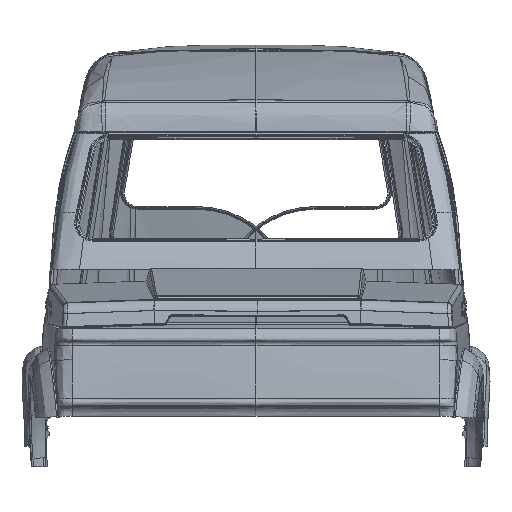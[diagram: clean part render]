
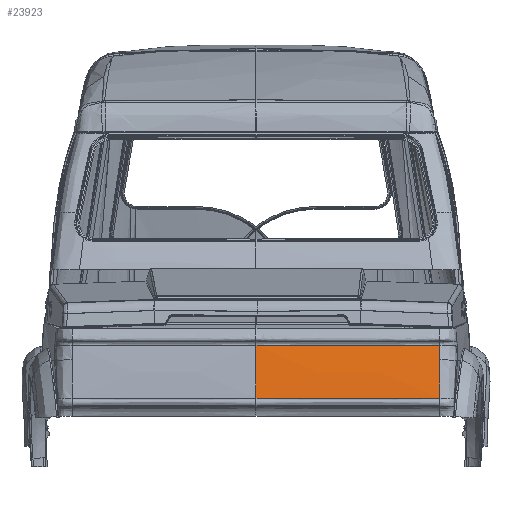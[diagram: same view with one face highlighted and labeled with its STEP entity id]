
A CAD part, top view. The second image highlights one B-rep face of the part: STEP entity #23923.
In plain terms, the highlighted free-form (B-spline) face has degree [2, 3] with [3, 4] control points.
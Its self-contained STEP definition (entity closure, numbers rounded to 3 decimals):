
#23883 = VERTEX_POINT('',#23884);
#23884 = CARTESIAN_POINT('',(423.984,-481.971,
    641.652));
#23891 = EDGE_CURVE('',#23892,#23883,#23894,.T.);
#23892 = VERTEX_POINT('',#23893);
#23893 = CARTESIAN_POINT('',(-75.673,-481.971,
    650.768));
#23894 = B_SPLINE_CURVE_WITH_KNOTS('',3,(#23895,#23896,#23897,#23898),
  .UNSPECIFIED.,.F.,.F.,(4,4),(0.,1.),.PIECEWISE_BEZIER_KNOTS.);
#23895 = CARTESIAN_POINT('',(-75.673,-481.971,
    650.768));
#23896 = CARTESIAN_POINT('',(90.908,-481.971,
    649.322));
#23897 = CARTESIAN_POINT('',(257.461,-481.971,
    646.284));
#23898 = CARTESIAN_POINT('',(423.984,-481.971,
    641.652));
#23923 = ADVANCED_FACE('',(#23924),#23950,.T.);
#23924 = FACE_BOUND('',#23925,.T.);
#23925 = EDGE_LOOP('',(#23926,#23927,#23935,#23944));
#23926 = ORIENTED_EDGE('',*,*,#23891,.T.);
#23927 = ORIENTED_EDGE('',*,*,#23928,.F.);
#23928 = EDGE_CURVE('',#23929,#23883,#23931,.T.);
#23929 = VERTEX_POINT('',#23930);
#23930 = CARTESIAN_POINT('',(423.48,-338.365,
    615.314));
#23931 = B_SPLINE_CURVE_WITH_KNOTS('',2,(#23932,#23933,#23934),
  .UNSPECIFIED.,.F.,.F.,(3,3),(0.,1.),.PIECEWISE_BEZIER_KNOTS.);
#23932 = CARTESIAN_POINT('',(423.48,-338.365,
    615.314));
#23933 = CARTESIAN_POINT('',(423.783,-409.67,
    631.167));
#23934 = CARTESIAN_POINT('',(423.984,-481.971,
    641.652));
#23935 = ORIENTED_EDGE('',*,*,#23936,.F.);
#23936 = EDGE_CURVE('',#23937,#23929,#23939,.T.);
#23937 = VERTEX_POINT('',#23938);
#23938 = CARTESIAN_POINT('',(-75.673,-338.365,
    624.426));
#23939 = B_SPLINE_CURVE_WITH_KNOTS('',3,(#23940,#23941,#23942,#23943),
  .UNSPECIFIED.,.F.,.F.,(4,4),(0.,1.),.PIECEWISE_BEZIER_KNOTS.);
#23940 = CARTESIAN_POINT('',(-75.673,-338.365,
    624.426));
#23941 = CARTESIAN_POINT('',(90.74,-338.365,
    622.98));
#23942 = CARTESIAN_POINT('',(257.125,-338.365,
    619.943));
#23943 = CARTESIAN_POINT('',(423.48,-338.365,
    615.314));
#23944 = ORIENTED_EDGE('',*,*,#23945,.T.);
#23945 = EDGE_CURVE('',#23937,#23892,#23946,.T.);
#23946 = B_SPLINE_CURVE_WITH_KNOTS('',2,(#23947,#23948,#23949),
  .UNSPECIFIED.,.F.,.F.,(3,3),(0.,1.),.PIECEWISE_BEZIER_KNOTS.);
#23947 = CARTESIAN_POINT('',(-75.673,-338.365,
    624.426));
#23948 = CARTESIAN_POINT('',(-75.673,-409.67,
    640.281));
#23949 = CARTESIAN_POINT('',(-75.673,-481.971,
    650.768));
#23950 = B_SPLINE_SURFACE_WITH_KNOTS('',2,3,(
    (#23951,#23952,#23953,#23954)
    ,(#23955,#23956,#23957,#23958)
    ,(#23959,#23960,#23961,#23962
    )),.UNSPECIFIED.,.F.,.F.,.F.,(3,3),(4,4),(0.,1.),(0.,1.),
  .PIECEWISE_BEZIER_KNOTS.);
#23951 = CARTESIAN_POINT('',(-75.673,-338.365,
    624.426));
#23952 = CARTESIAN_POINT('',(90.74,-338.365,
    622.98));
#23953 = CARTESIAN_POINT('',(257.125,-338.365,
    619.943));
#23954 = CARTESIAN_POINT('',(423.48,-338.365,
    615.314));
#23955 = CARTESIAN_POINT('',(-75.673,-409.67,
    640.281));
#23956 = CARTESIAN_POINT('',(90.841,-409.67,
    638.836));
#23957 = CARTESIAN_POINT('',(257.327,-409.67,
    635.798));
#23958 = CARTESIAN_POINT('',(423.783,-409.67,
    631.167));
#23959 = CARTESIAN_POINT('',(-75.673,-481.971,
    650.768));
#23960 = CARTESIAN_POINT('',(90.908,-481.971,
    649.322));
#23961 = CARTESIAN_POINT('',(257.461,-481.971,
    646.284));
#23962 = CARTESIAN_POINT('',(423.984,-481.971,
    641.652));
